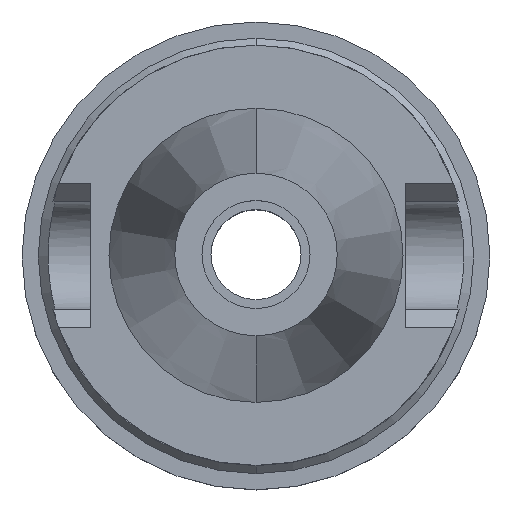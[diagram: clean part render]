
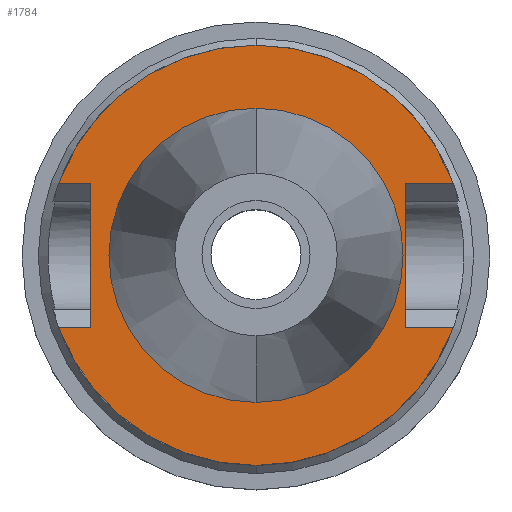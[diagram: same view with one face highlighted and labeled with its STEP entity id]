
A CAD part, top view. The second image highlights one B-rep face of the part: STEP entity #1784.
In plain terms, the highlighted planar face has unit normal (0, 0, 1).
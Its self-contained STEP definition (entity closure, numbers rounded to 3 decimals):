
#62=DIRECTION('',(0.,-1.,0.));
#63=VECTOR('',#62,21.78);
#64=CARTESIAN_POINT('',(22.57,10.89,-1.));
#65=LINE('',#64,#63);
#69=DIRECTION('',(1.,0.,0.));
#70=VECTOR('',#69,7.254);
#71=CARTESIAN_POINT('',(22.57,-10.89,-1.));
#72=LINE('',#71,#70);
#76=CARTESIAN_POINT('',(0.,0.,-1.));
#77=DIRECTION('',(0.,0.,-1.));
#78=DIRECTION('',(0.939,-0.343,0.));
#79=AXIS2_PLACEMENT_3D('',#76,#77,#78);
#84=CARTESIAN_POINT('',(0.,0.,-1.));
#85=DIRECTION('',(0.,0.,-1.));
#86=DIRECTION('',(0.,-1.,0.));
#87=AXIS2_PLACEMENT_3D('',#84,#85,#86);
#92=DIRECTION('',(-1.,0.,0.));
#93=VECTOR('',#92,4.844);
#94=CARTESIAN_POINT('',(-24.98,10.89,-1.));
#95=LINE('',#94,#93);
#99=CARTESIAN_POINT('',(0.,0.,-1.));
#100=DIRECTION('',(0.,0.,-1.));
#101=DIRECTION('',(-0.939,0.343,0.));
#102=AXIS2_PLACEMENT_3D('',#99,#100,#101);
#107=CARTESIAN_POINT('',(0.,0.,-1.));
#108=DIRECTION('',(0.,0.,-1.));
#109=DIRECTION('',(0.,1.,0.));
#110=AXIS2_PLACEMENT_3D('',#107,#108,#109);
#115=CARTESIAN_POINT('',(0.,0.,-1.));
#116=DIRECTION('',(0.,0.,1.));
#117=DIRECTION('',(0.,-1.,0.));
#118=AXIS2_PLACEMENT_3D('',#115,#116,#117);
#123=CARTESIAN_POINT('',(0.,0.,-1.));
#124=DIRECTION('',(0.,0.,1.));
#125=DIRECTION('',(0.,1.,0.));
#126=AXIS2_PLACEMENT_3D('',#123,#124,#125);
#190=DIRECTION('',(1.,0.,0.));
#191=VECTOR('',#190,7.254);
#192=CARTESIAN_POINT('',(22.57,10.89,-1.));
#193=LINE('',#192,#191);
#543=DIRECTION('',(0.,-1.,0.));
#544=VECTOR('',#543,21.78);
#545=CARTESIAN_POINT('',(-24.98,10.89,-1.));
#546=LINE('',#545,#544);
#611=DIRECTION('',(-1.,0.,0.));
#612=VECTOR('',#611,4.844);
#613=CARTESIAN_POINT('',(-24.98,-10.89,-1.));
#614=LINE('',#613,#612);
#1460=CARTESIAN_POINT('',(0.,22.225,-1.));
#1461=VERTEX_POINT('',#1460);
#1462=CARTESIAN_POINT('',(0.,-22.225,-1.));
#1463=VERTEX_POINT('',#1462);
#1464=CARTESIAN_POINT('',(22.57,10.89,-1.));
#1465=CARTESIAN_POINT('',(22.57,-10.89,-1.));
#1466=VERTEX_POINT('',#1464);
#1467=VERTEX_POINT('',#1465);
#1468=CARTESIAN_POINT('',(29.824,-10.89,-1.));
#1469=VERTEX_POINT('',#1468);
#1470=CARTESIAN_POINT('',(0.,-31.75,-1.));
#1471=CARTESIAN_POINT('',(-29.824,-10.89,-1.));
#1472=VERTEX_POINT('',#1470);
#1473=VERTEX_POINT('',#1471);
#1474=CARTESIAN_POINT('',(-24.98,-10.89,-1.));
#1475=VERTEX_POINT('',#1474);
#1476=CARTESIAN_POINT('',(-24.98,10.89,-1.));
#1477=VERTEX_POINT('',#1476);
#1478=CARTESIAN_POINT('',(-29.824,10.89,-1.));
#1479=VERTEX_POINT('',#1478);
#1480=CARTESIAN_POINT('',(0.,31.75,-1.));
#1481=CARTESIAN_POINT('',(29.824,10.89,-1.));
#1482=VERTEX_POINT('',#1480);
#1483=VERTEX_POINT('',#1481);
#1753=CARTESIAN_POINT('',(0.,0.,-1.));
#1754=DIRECTION('',(0.,0.,1.));
#1755=DIRECTION('',(0.,1.,0.));
#1756=AXIS2_PLACEMENT_3D('',#1753,#1754,#1755);
#1757=PLANE('',#1756);
#1759=ORIENTED_EDGE('',*,*,#1758,.T.);
#1761=ORIENTED_EDGE('',*,*,#1760,.T.);
#1763=ORIENTED_EDGE('',*,*,#1762,.T.);
#1765=ORIENTED_EDGE('',*,*,#1764,.T.);
#1767=ORIENTED_EDGE('',*,*,#1766,.F.);
#1769=ORIENTED_EDGE('',*,*,#1768,.F.);
#1771=ORIENTED_EDGE('',*,*,#1770,.T.);
#1773=ORIENTED_EDGE('',*,*,#1772,.T.);
#1775=ORIENTED_EDGE('',*,*,#1774,.T.);
#1777=ORIENTED_EDGE('',*,*,#1776,.F.);
#1778=EDGE_LOOP('',(#1759,#1761,#1763,#1765,#1767,#1769,#1771,#1773,#1775,
#1777));
#1779=FACE_OUTER_BOUND('',#1778,.F.);
#1780=ORIENTED_EDGE('',*,*,#1732,.T.);
#1781=ORIENTED_EDGE('',*,*,#1748,.T.);
#1782=EDGE_LOOP('',(#1780,#1781));
#1783=FACE_BOUND('',#1782,.F.);
#80=CIRCLE('',#79,31.75);
#88=CIRCLE('',#87,31.75);
#103=CIRCLE('',#102,31.75);
#111=CIRCLE('',#110,31.75);
#119=CIRCLE('',#118,22.225);
#127=CIRCLE('',#126,22.225);
#1732=EDGE_CURVE('',#1463,#1461,#119,.T.);
#1748=EDGE_CURVE('',#1461,#1463,#127,.T.);
#1758=EDGE_CURVE('',#1466,#1467,#65,.T.);
#1760=EDGE_CURVE('',#1467,#1469,#72,.T.);
#1762=EDGE_CURVE('',#1469,#1472,#80,.T.);
#1764=EDGE_CURVE('',#1472,#1473,#88,.T.);
#1766=EDGE_CURVE('',#1475,#1473,#614,.T.);
#1768=EDGE_CURVE('',#1477,#1475,#546,.T.);
#1770=EDGE_CURVE('',#1477,#1479,#95,.T.);
#1772=EDGE_CURVE('',#1479,#1482,#103,.T.);
#1774=EDGE_CURVE('',#1482,#1483,#111,.T.);
#1776=EDGE_CURVE('',#1466,#1483,#193,.T.);
#1784=ADVANCED_FACE('',(#1779,#1783),#1757,.T.);
